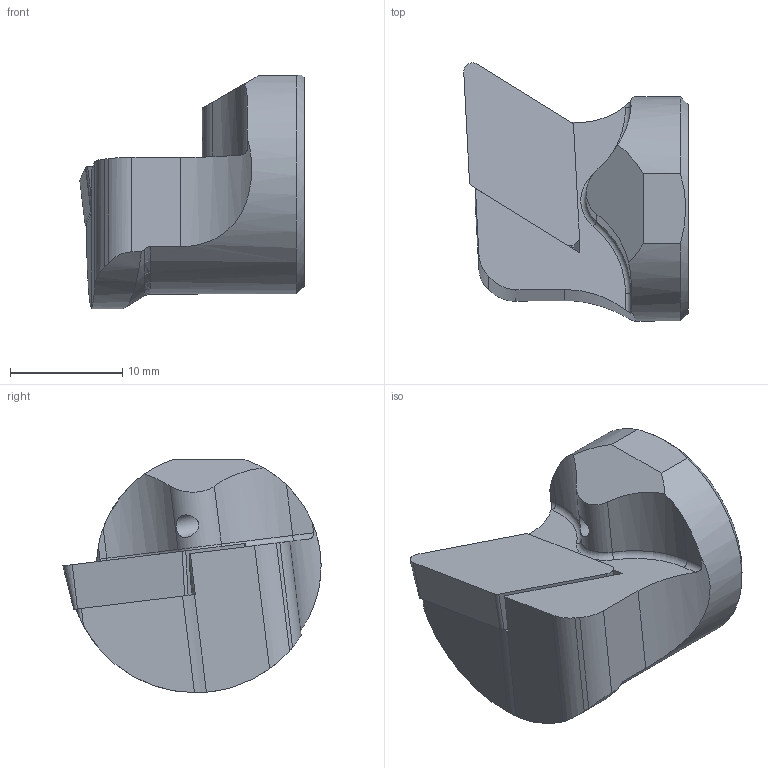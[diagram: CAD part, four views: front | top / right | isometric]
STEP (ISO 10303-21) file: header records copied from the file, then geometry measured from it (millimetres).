
FILE_DESCRIPTION(/* description */ (''),/* implementation_level */ '2;1');
FILE_NAME(/* name */ 'ATTC-A20-SDUCL-11.stp',/* time_stamp */ '2023-11-16T18:50:29+03:00',/* author */ (''),/* organization */ (''),/* preprocessor_version */ 'ST-DEVELOPER v19.4',/* originating_system */ 'SIEMENS PLM Software NX2306.3001',/* authorisation */ '');
FILE_SCHEMA (('AUTOMOTIVE_DESIGN { 1 0 10303 214 3 1 1 1 }'));
Length unit declared in the file: millimetre
Products named in the file (1): model1
Bounding box: 20 x 23 x 20.8 mm (x, y, z)
Volume: 4160.6 mm3; surface area: 2031.1 mm2
Topology: 2 solids, 2 shells, 48 faces, 127 edges, 83 vertices
Faces by surface type: plane 20, cylinder 17, cone 5, torus 5, extrusion 1
Full cylindrical faces by diameter (mm): 2 x1
Entity records: 1745 total; most frequent: CARTESIAN_POINT 467, DIRECTION 249, ORIENTED_EDGE 244, EDGE_CURVE 122, AXIS2_PLACEMENT_3D 97, VERTEX_POINT 82, VECTOR 55, LINE 54
